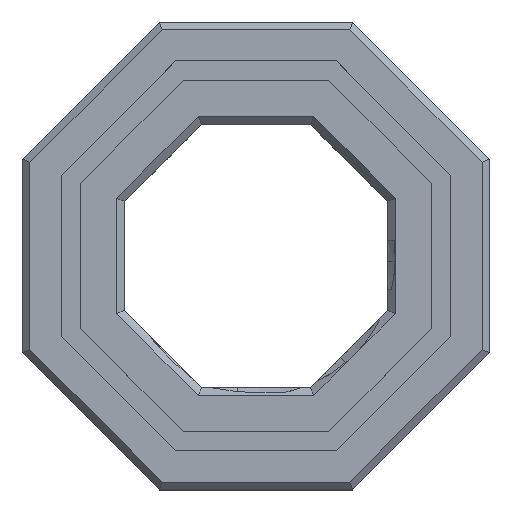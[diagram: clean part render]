
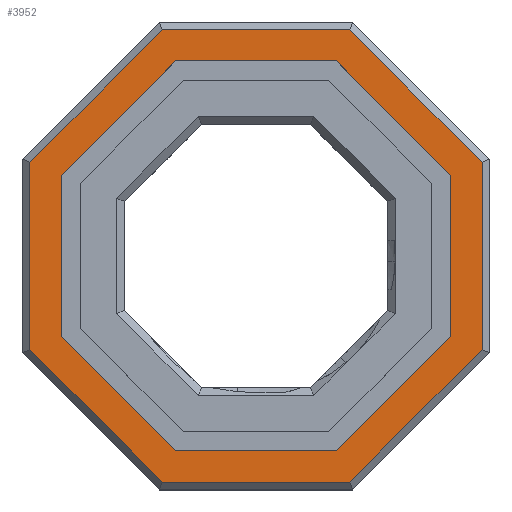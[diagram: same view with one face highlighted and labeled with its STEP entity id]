
A CAD part, top view. The second image highlights one B-rep face of the part: STEP entity #3952.
In plain terms, the highlighted planar face has unit normal (0, 0, 1).
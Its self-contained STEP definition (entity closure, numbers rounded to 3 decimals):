
#333=FACE_BOUND('',#705,.T.);
#470=FACE_OUTER_BOUND('',#704,.T.);
#704=EDGE_LOOP('',(#2882,#2883,#2884,#2885,#2886,#2887,#2888,#2889));
#705=EDGE_LOOP('',(#2890,#2891,#2892,#2893,#2894,#2895,#2896,#2897));
#1051=LINE('',#5280,#1404);
#1055=LINE('',#5288,#1408);
#1058=LINE('',#5294,#1411);
#1061=LINE('',#5300,#1414);
#1064=LINE('',#5306,#1417);
#1067=LINE('',#5312,#1420);
#1070=LINE('',#5318,#1423);
#1073=LINE('',#5323,#1426);
#1075=LINE('',#5329,#1428);
#1076=LINE('',#5331,#1429);
#1077=LINE('',#5333,#1430);
#1078=LINE('',#5335,#1431);
#1079=LINE('',#5337,#1432);
#1080=LINE('',#5339,#1433);
#1081=LINE('',#5341,#1434);
#1082=LINE('',#5342,#1435);
#1404=VECTOR('',#4563,10.);
#1408=VECTOR('',#4569,10.);
#1411=VECTOR('',#4574,10.);
#1414=VECTOR('',#4579,10.);
#1417=VECTOR('',#4584,10.);
#1420=VECTOR('',#4589,10.);
#1423=VECTOR('',#4594,10.);
#1426=VECTOR('',#4599,10.);
#1428=VECTOR('',#4605,10.);
#1429=VECTOR('',#4606,10.);
#1430=VECTOR('',#4607,10.);
#1431=VECTOR('',#4608,10.);
#1432=VECTOR('',#4609,10.);
#1433=VECTOR('',#4610,10.);
#1434=VECTOR('',#4611,10.);
#1435=VECTOR('',#4612,10.);
#1713=VERTEX_POINT('',#5278);
#1714=VERTEX_POINT('',#5279);
#1717=VERTEX_POINT('',#5287);
#1719=VERTEX_POINT('',#5293);
#1721=VERTEX_POINT('',#5299);
#1723=VERTEX_POINT('',#5305);
#1725=VERTEX_POINT('',#5311);
#1727=VERTEX_POINT('',#5317);
#1729=VERTEX_POINT('',#5327);
#1730=VERTEX_POINT('',#5328);
#1731=VERTEX_POINT('',#5330);
#1732=VERTEX_POINT('',#5332);
#1733=VERTEX_POINT('',#5334);
#1734=VERTEX_POINT('',#5336);
#1735=VERTEX_POINT('',#5338);
#1736=VERTEX_POINT('',#5340);
#2149=EDGE_CURVE('',#1713,#1714,#1051,.T.);
#2153=EDGE_CURVE('',#1717,#1713,#1055,.T.);
#2156=EDGE_CURVE('',#1719,#1717,#1058,.T.);
#2159=EDGE_CURVE('',#1721,#1719,#1061,.T.);
#2162=EDGE_CURVE('',#1723,#1721,#1064,.T.);
#2165=EDGE_CURVE('',#1725,#1723,#1067,.T.);
#2168=EDGE_CURVE('',#1727,#1725,#1070,.T.);
#2171=EDGE_CURVE('',#1714,#1727,#1073,.T.);
#2173=EDGE_CURVE('',#1729,#1730,#1075,.T.);
#2174=EDGE_CURVE('',#1731,#1729,#1076,.T.);
#2175=EDGE_CURVE('',#1732,#1731,#1077,.T.);
#2176=EDGE_CURVE('',#1733,#1732,#1078,.T.);
#2177=EDGE_CURVE('',#1734,#1733,#1079,.T.);
#2178=EDGE_CURVE('',#1735,#1734,#1080,.T.);
#2179=EDGE_CURVE('',#1736,#1735,#1081,.T.);
#2180=EDGE_CURVE('',#1730,#1736,#1082,.T.);
#2882=ORIENTED_EDGE('',*,*,#2173,.F.);
#2883=ORIENTED_EDGE('',*,*,#2174,.F.);
#2884=ORIENTED_EDGE('',*,*,#2175,.F.);
#2885=ORIENTED_EDGE('',*,*,#2176,.F.);
#2886=ORIENTED_EDGE('',*,*,#2177,.F.);
#2887=ORIENTED_EDGE('',*,*,#2178,.F.);
#2888=ORIENTED_EDGE('',*,*,#2179,.F.);
#2889=ORIENTED_EDGE('',*,*,#2180,.F.);
#2890=ORIENTED_EDGE('',*,*,#2149,.T.);
#2891=ORIENTED_EDGE('',*,*,#2171,.T.);
#2892=ORIENTED_EDGE('',*,*,#2168,.T.);
#2893=ORIENTED_EDGE('',*,*,#2165,.T.);
#2894=ORIENTED_EDGE('',*,*,#2162,.T.);
#2895=ORIENTED_EDGE('',*,*,#2159,.T.);
#2896=ORIENTED_EDGE('',*,*,#2156,.T.);
#2897=ORIENTED_EDGE('',*,*,#2153,.T.);
#3833=PLANE('',#4195);
#3952=ADVANCED_FACE('',(#470,#333),#3833,.T.);
#4195=AXIS2_PLACEMENT_3D('',#5326,#4603,#4604);
#4563=DIRECTION('',(0.,-1.,0.));
#4569=DIRECTION('',(0.707,-0.707,0.));
#4574=DIRECTION('',(1.,0.,0.));
#4579=DIRECTION('',(0.707,0.707,0.));
#4584=DIRECTION('',(0.,1.,0.));
#4589=DIRECTION('',(-0.707,0.707,0.));
#4594=DIRECTION('',(-1.,0.,0.));
#4599=DIRECTION('',(-0.707,-0.707,0.));
#4603=DIRECTION('center_axis',(0.,0.,1.));
#4604=DIRECTION('ref_axis',(1.,0.,0.));
#4605=DIRECTION('',(-0.707,-0.707,0.));
#4606=DIRECTION('',(0.,-1.,0.));
#4607=DIRECTION('',(0.707,-0.707,0.));
#4608=DIRECTION('',(1.,0.,0.));
#4609=DIRECTION('',(0.707,0.707,0.));
#4610=DIRECTION('',(0.,1.,0.));
#4611=DIRECTION('',(-0.707,0.707,0.));
#4612=DIRECTION('',(-1.,0.,0.));
#5278=CARTESIAN_POINT('',(10.,4.142,9.));
#5279=CARTESIAN_POINT('',(10.,-4.142,9.));
#5280=CARTESIAN_POINT('',(10.,2.071,9.));
#5287=CARTESIAN_POINT('',(4.142,10.,9.));
#5288=CARTESIAN_POINT('',(7.269,6.873,9.));
#5293=CARTESIAN_POINT('',(-4.142,10.,9.));
#5294=CARTESIAN_POINT('',(1.254,10.,9.));
#5299=CARTESIAN_POINT('',(-10.,4.142,9.));
#5300=CARTESIAN_POINT('',(-6.873,7.269,9.));
#5305=CARTESIAN_POINT('',(-10.,-4.142,9.));
#5306=CARTESIAN_POINT('',(-10.,-2.071,9.));
#5311=CARTESIAN_POINT('',(-4.142,-10.,9.));
#5312=CARTESIAN_POINT('',(-3.944,-10.198,9.));
#5317=CARTESIAN_POINT('',(4.142,-10.,9.));
#5318=CARTESIAN_POINT('',(5.396,-10.,9.));
#5323=CARTESIAN_POINT('',(10.198,-3.944,9.));
#5326=CARTESIAN_POINT('Origin',(6.65,0.,9.));
#5327=CARTESIAN_POINT('',(11.6,-4.805,9.));
#5328=CARTESIAN_POINT('',(4.805,-11.6,9.));
#5329=CARTESIAN_POINT('',(8.876,-7.528,9.));
#5330=CARTESIAN_POINT('',(11.6,4.805,9.));
#5331=CARTESIAN_POINT('',(11.6,0.,9.));
#5332=CARTESIAN_POINT('',(4.805,11.6,9.));
#5333=CARTESIAN_POINT('',(10.853,5.551,9.));
#5334=CARTESIAN_POINT('',(-4.805,11.6,9.));
#5335=CARTESIAN_POINT('',(4.723,11.6,9.));
#5336=CARTESIAN_POINT('',(-11.6,4.805,9.));
#5337=CARTESIAN_POINT('',(-5.551,10.853,9.));
#5338=CARTESIAN_POINT('',(-11.6,-4.805,9.));
#5339=CARTESIAN_POINT('',(-11.6,1.398,9.));
#5340=CARTESIAN_POINT('',(-4.805,-11.6,9.));
#5341=CARTESIAN_POINT('',(-7.528,-8.876,9.));
#5342=CARTESIAN_POINT('',(1.927,-11.6,9.));
